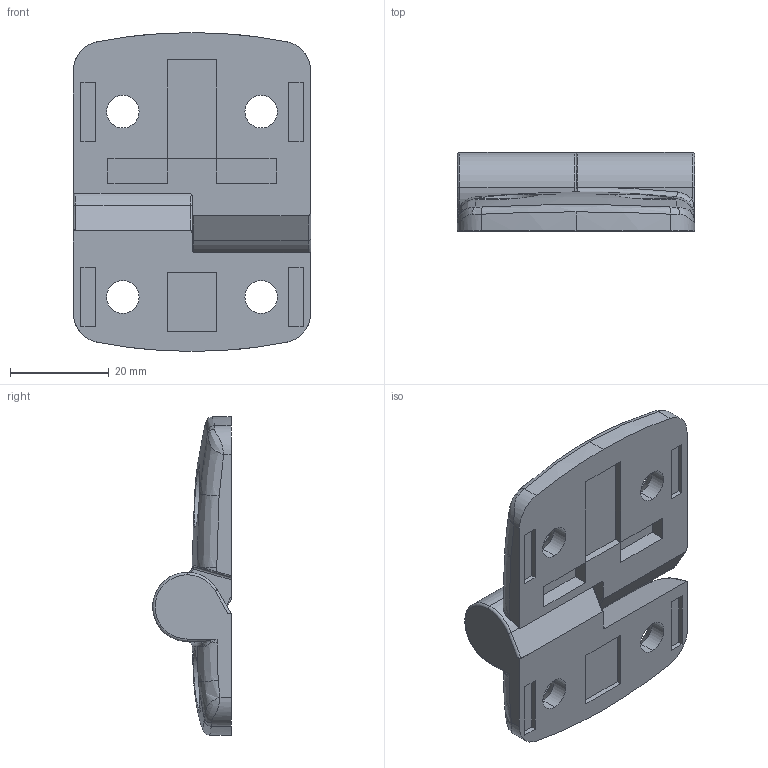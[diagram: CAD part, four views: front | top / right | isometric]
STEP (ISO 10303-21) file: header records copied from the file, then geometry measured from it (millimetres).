
FILE_DESCRIPTION (( 'STEP AP214' ), '1' );
FILE_NAME ('095k2540L00.STEP', '2014-08-13T09:50:37', ( '' ), ( '' ), 'SwSTEP 2.0', 'SolidWorks 2014', '' );
FILE_SCHEMA (( 'AUTOMOTIVE_DESIGN' ));
Length unit declared in the file: millimetre
Products named in the file (3): 095k40L00_095 k 40 l10; 095k25L00_095 k 25 L08; 095k2540L00
Assembly tree (2 placements, depth 2):
  095k2540L00
    095k25L00_095 k 25 L08
    095k40L00_095 k 40 l10
Bounding box: 48 x 15.95 x 64.5 mm (x, y, z)
Volume: 20134.9 mm3; surface area: 10067.6 mm2
Topology: 2 solids, 2 shells, 160 faces, 401 edges, 245 vertices
Faces by surface type: plane 57, cylinder 44, bspline 38, torus 12, cone 9
Entity records: 6787 total; most frequent: CARTESIAN_POINT 3232, ORIENTED_EDGE 790, DIRECTION 612, EDGE_CURVE 395, VERTEX_POINT 245, AXIS2_PLACEMENT_3D 220, EDGE_LOOP 174, VECTOR 172
